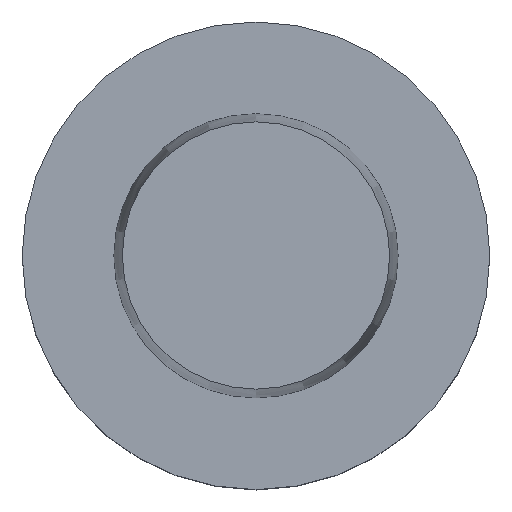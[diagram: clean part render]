
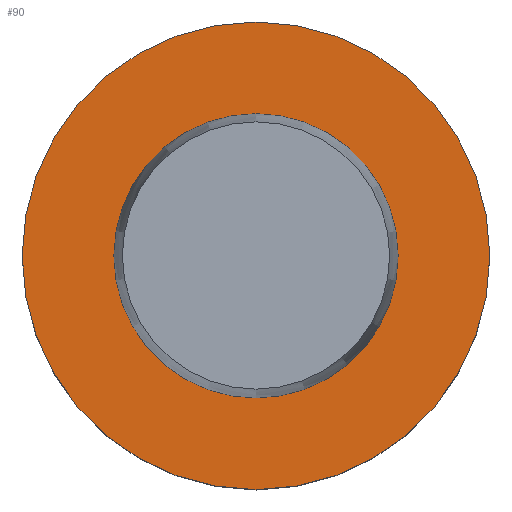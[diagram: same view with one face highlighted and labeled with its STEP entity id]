
A CAD part, top view. The second image highlights one B-rep face of the part: STEP entity #90.
In plain terms, the highlighted planar face has unit normal (0, 0, 1).
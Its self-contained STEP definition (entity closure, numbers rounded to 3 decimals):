
#90=ADVANCED_FACE('',(#144,#145),#146,.T.);
#144=FACE_OUTER_BOUND('',#217,.T.);
#145=FACE_BOUND('',#218,.T.);
#146=PLANE('',#219);
#217=EDGE_LOOP('',(#320));
#218=EDGE_LOOP('',(#321));
#219=AXIS2_PLACEMENT_3D('',#322,#323,#324);
#320=ORIENTED_EDGE('',*,*,#385,.F.);
#321=ORIENTED_EDGE('',*,*,#384,.T.);
#322=CARTESIAN_POINT('',(0.,25.325,0.));
#323=DIRECTION('',(0.,0.,1.0));
#324=DIRECTION('',(0.,-1.0,0.));
#384=EDGE_CURVE('',#422,#422,#423,.T.);
#385=EDGE_CURVE('',#424,#424,#425,.T.);
#422=VERTEX_POINT('',#470);
#423=CIRCLE('',#471,19.15);
#424=VERTEX_POINT('',#472);
#425=CIRCLE('',#473,31.5);
#470=CARTESIAN_POINT('',(0.,19.15,0.));
#471=AXIS2_PLACEMENT_3D('',#532,#533,#534);
#472=CARTESIAN_POINT('',(0.,31.5,0.));
#473=AXIS2_PLACEMENT_3D('',#535,#536,#537);
#532=CARTESIAN_POINT('',(0.0,0.0,0.0));
#533=DIRECTION('',(0.,0.,-1.0));
#534=DIRECTION('',(0.,1.0,0.));
#535=CARTESIAN_POINT('',(0.0,0.0,0.0));
#536=DIRECTION('',(0.,0.,-1.0));
#537=DIRECTION('',(0.,1.0,0.));
